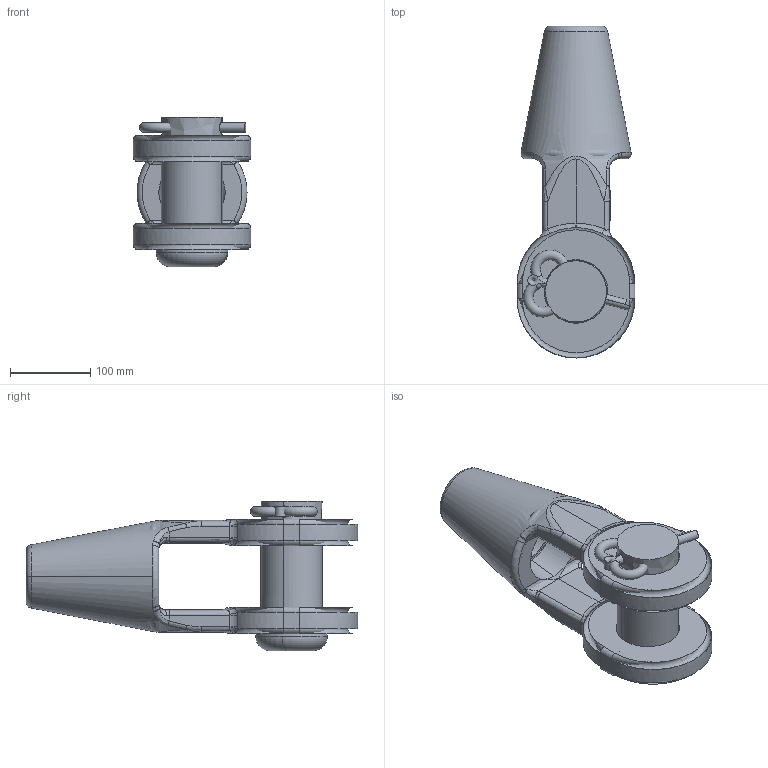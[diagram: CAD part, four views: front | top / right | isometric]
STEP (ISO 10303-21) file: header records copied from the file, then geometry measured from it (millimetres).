
FILE_DESCRIPTION((''),'2;1');
FILE_NAME('CROSBY_416_162_1039815-1039824','2011-08-31T',('Alan Doughty'),('The Crosby Group LLC'),'PRO/ENGINEER BY PARAMETRIC TECHNOLOGY CORPORATION, 2010230','PRO/ENGINEER BY PARAMETRIC TECHNOLOGY CORPORATION, 2010230','');
FILE_SCHEMA(('CONFIG_CONTROL_DESIGN'));
Length unit declared in the file: inch
Products named in the file (1): CROSBY_416_162_1039815-1039824
Bounding box: 146.3 x 412.75 x 185.75 mm (x, y, z)
Surface area: 495795.6 mm2 (no closed solid volume)
Topology: 0 solids, 0 shells, 406 faces, 2130 edges, 2107 vertices
Faces by surface type: bspline 375, torus 27, sphere 4
Entity records: 36275 total; most frequent: CARTESIAN_POINT 18047, DIRECTION 2676, TRIMMED_CURVE 2446, VECTOR 2278, LINE 2278, DEFINITIONAL_REPRESENTATION 2088, PCURVE 2088, COMPOSITE_CURVE_SEGMENT 2088
